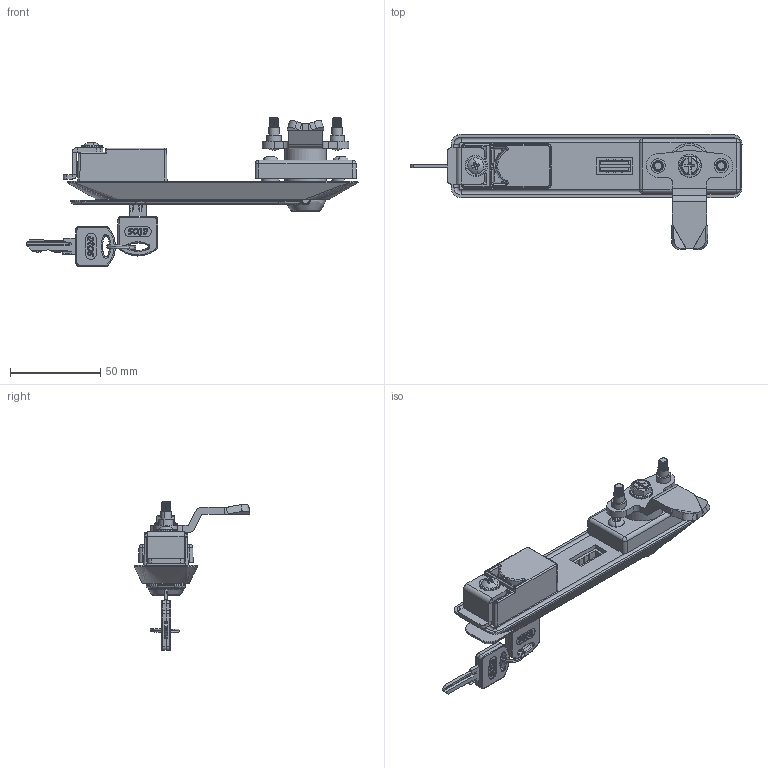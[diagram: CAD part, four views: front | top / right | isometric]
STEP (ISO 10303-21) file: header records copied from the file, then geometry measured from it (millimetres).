
FILE_DESCRIPTION (( 'STEP AP203' ), '1' );
FILE_NAME ('KI27.51.1216.2.STEP', '2022-09-23T12:09:59', ( '' ), ( '' ), 'SwSTEP 2.0', 'SolidWorks 2021', '' );
FILE_SCHEMA (( 'CONFIG_CONTROL_DESIGN' ));
Length unit declared in the file: millimetre
Products named in the file (1): KI27.51.1216.2
Bounding box: 183.86 x 63.84 x 82.53 mm (x, y, z)
Surface area: 37977.8 mm2 (no closed solid volume)
Topology: 0 solids, 30 shells, 928 faces, 3050 edges, 2130 vertices
Faces by surface type: plane 371, bspline 252, cylinder 188, cone 71, torus 34, sphere 12
Entity records: 44110 total; most frequent: CARTESIAN_POINT 20521, ORIENTED_EDGE 5143, DIRECTION 3893, EDGE_CURVE 3049, VERTEX_POINT 2130, LINE 1377, VECTOR 1377, AXIS2_PLACEMENT_3D 1258
